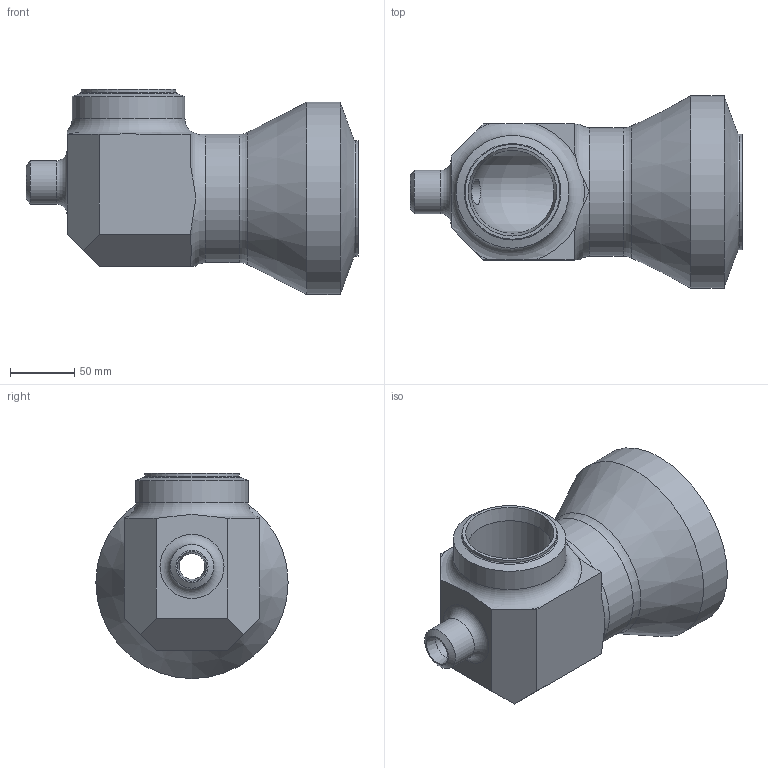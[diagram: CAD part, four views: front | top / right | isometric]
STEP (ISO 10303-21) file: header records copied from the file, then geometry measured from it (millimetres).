
FILE_DESCRIPTION(/* description */ (''),/* implementation_level */ '2;1');
FILE_NAME(/* name */ 'ELBOW(29-1-2).stp',/* time_stamp */ '2023-11-17T19:39:56+05:00',/* author */ (''),/* organization */ (''),/* preprocessor_version */ 'ST-DEVELOPER v16.7',/* originating_system */ 'SIEMENS PLM Software NX 12.0',/* authorisation */ '');
FILE_SCHEMA (('AUTOMOTIVE_DESIGN { 1 0 10303 214 3 1 1 1 }'));
Length unit declared in the file: millimetre
Products named in the file (1): ELBOW(29-1-2)
Bounding box: 259 x 150 x 160 mm (x, y, z)
Volume: 1804677.1 mm3; surface area: 167211.7 mm2
Topology: 1 solids, 1 shells, 48 faces, 122 edges, 75 vertices
Faces by surface type: plane 19, cylinder 10, cone 8, torus 7, bspline 3, revolution 1
Full cylindrical faces by diameter (mm): 20 x1, 34 x1, 65 x2, 74 x1, 80 x1, 88 x1, 90 x1, 100 x1, 150 x1
Entity records: 1413 total; most frequent: CARTESIAN_POINT 392, DIRECTION 203, ORIENTED_EDGE 178, EDGE_CURVE 89, AXIS2_PLACEMENT_3D 88, EDGE_LOOP 78, VERTEX_POINT 69, FACE_BOUND 60
